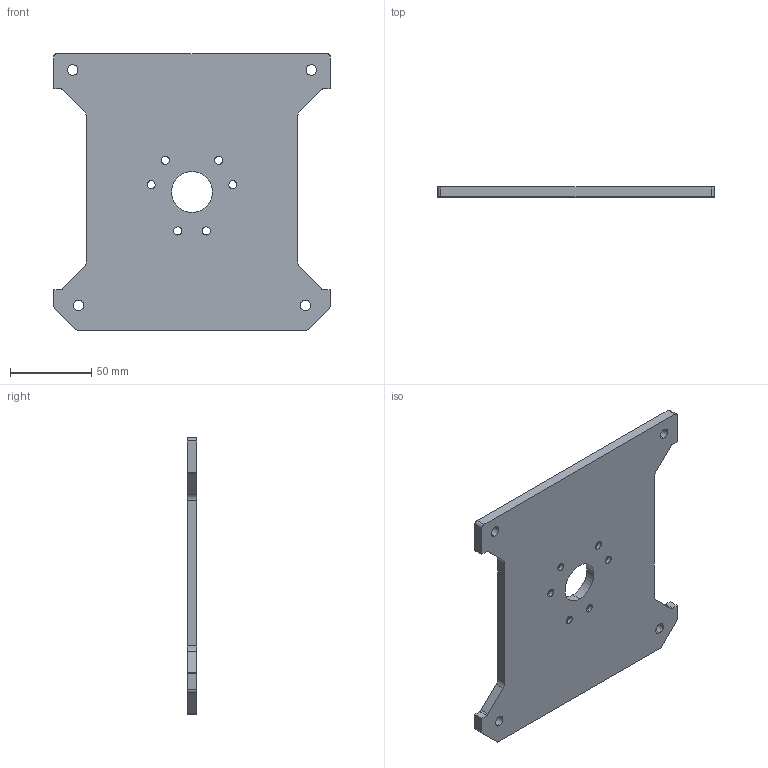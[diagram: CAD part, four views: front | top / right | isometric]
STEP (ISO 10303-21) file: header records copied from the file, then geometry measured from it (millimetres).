
FILE_DESCRIPTION (( 'STEP AP214' ), '1' );
FILE_NAME ('FFBeast Housing Front.STEP', '2025-04-06T21:17:18', ( '' ), ( '' ), 'SwSTEP 2.0', 'SolidWorks 2022', '' );
FILE_SCHEMA (( 'AUTOMOTIVE_DESIGN' ));
Length unit declared in the file: millimetre
Products named in the file (1): FFBeast Housing Front
Bounding box: 170 x 6 x 170 mm (x, y, z)
Volume: 139991.5 mm3; surface area: 52605.4 mm2
Topology: 1 solids, 1 shells, 68 faces, 186 edges, 120 vertices
Faces by surface type: cylinder 36, plane 20, cone 12
Entity records: 2256 total; most frequent: DIRECTION 408, CARTESIAN_POINT 375, ORIENTED_EDGE 372, EDGE_CURVE 186, AXIS2_PLACEMENT_3D 153, VERTEX_POINT 120, VECTOR 102, LINE 102
